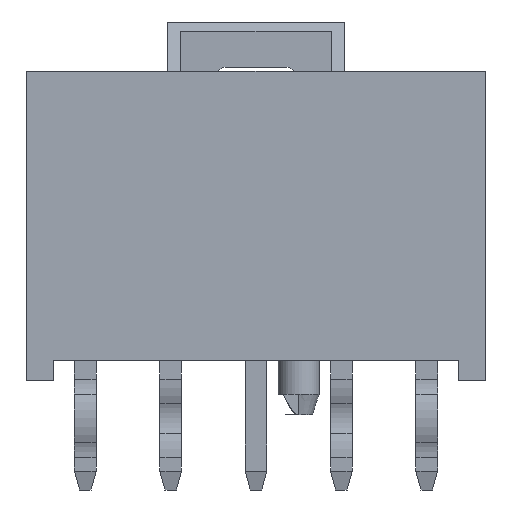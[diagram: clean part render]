
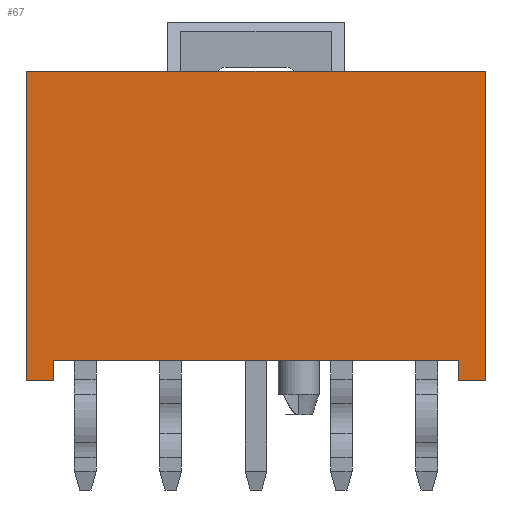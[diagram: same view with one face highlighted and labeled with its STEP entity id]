
A CAD part, front view. The second image highlights one B-rep face of the part: STEP entity #67.
In plain terms, the highlighted planar face has unit normal (0, -1, 0).
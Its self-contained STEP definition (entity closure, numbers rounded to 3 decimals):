
#67=ADVANCED_FACE('',(#280),#281,.F.);
#280=FACE_OUTER_BOUND('',#700,.T.);
#281=PLANE('',#701);
#700=EDGE_LOOP('',(#1130,#1131,#1132,#1133,#1134,#1135,#1136,#1137));
#701=AXIS2_PLACEMENT_3D('',#1138,#1139,#1140);
#1130=ORIENTED_EDGE('',*,*,#2748,.T.);
#1131=ORIENTED_EDGE('',*,*,#2749,.F.);
#1132=ORIENTED_EDGE('',*,*,#2750,.F.);
#1133=ORIENTED_EDGE('',*,*,#2751,.F.);
#1134=ORIENTED_EDGE('',*,*,#2752,.T.);
#1135=ORIENTED_EDGE('',*,*,#2753,.F.);
#1136=ORIENTED_EDGE('',*,*,#2754,.F.);
#1137=ORIENTED_EDGE('',*,*,#2755,.F.);
#1138=CARTESIAN_POINT('',(0.0,-1.74,0.0));
#1139=DIRECTION('',(-0.0,1.0,0.0));
#1140=DIRECTION('',(1.0,0.0,0.0));
#2748=EDGE_CURVE('',#3301,#3302,#3303,.T.);
#2749=EDGE_CURVE('',#3304,#3302,#3305,.T.);
#2750=EDGE_CURVE('',#3306,#3304,#3307,.T.);
#2751=EDGE_CURVE('',#3308,#3306,#3309,.T.);
#2752=EDGE_CURVE('',#3308,#3310,#3311,.T.);
#2753=EDGE_CURVE('',#3312,#3310,#3313,.T.);
#2754=EDGE_CURVE('',#3314,#3312,#3315,.T.);
#2755=EDGE_CURVE('',#3301,#3314,#3316,.T.);
#3301=VERTEX_POINT('',#4137);
#3302=VERTEX_POINT('',#4138);
#3303=LINE('',#4139,#4140);
#3304=VERTEX_POINT('',#4141);
#3305=LINE('',#4142,#4143);
#3306=VERTEX_POINT('',#4144);
#3307=LINE('',#4145,#4146);
#3308=VERTEX_POINT('',#4147);
#3309=LINE('',#4148,#4149);
#3310=VERTEX_POINT('',#4150);
#3311=LINE('',#4151,#4152);
#3312=VERTEX_POINT('',#4153);
#3313=LINE('',#4154,#4155);
#3314=VERTEX_POINT('',#4156);
#3315=LINE('',#4157,#4158);
#3316=LINE('',#4159,#4160);
#4137=CARTESIAN_POINT('',(5.92,-1.74,-4.23));
#4138=CARTESIAN_POINT('',(5.92,-1.74,-4.83));
#4139=CARTESIAN_POINT('',(5.92,-1.74,-4.23));
#4140=VECTOR('',#5423,0.6);
#4141=CARTESIAN_POINT('',(6.72,-1.74,-4.83));
#4142=CARTESIAN_POINT('',(6.72,-1.74,-4.83));
#4143=VECTOR('',#5424,0.8);
#4144=CARTESIAN_POINT('',(6.72,-1.74,4.23));
#4145=CARTESIAN_POINT('',(6.72,-1.74,4.23));
#4146=VECTOR('',#5425,9.06);
#4147=CARTESIAN_POINT('',(-6.72,-1.74,4.23));
#4148=CARTESIAN_POINT('',(-6.72,-1.74,4.23));
#4149=VECTOR('',#5426,13.44);
#4150=CARTESIAN_POINT('',(-6.72,-1.74,-4.83));
#4151=CARTESIAN_POINT('',(-6.72,-1.74,4.23));
#4152=VECTOR('',#5427,9.06);
#4153=CARTESIAN_POINT('',(-5.92,-1.74,-4.83));
#4154=CARTESIAN_POINT('',(-5.92,-1.74,-4.83));
#4155=VECTOR('',#5428,0.8);
#4156=CARTESIAN_POINT('',(-5.92,-1.74,-4.23));
#4157=CARTESIAN_POINT('',(-5.92,-1.74,-4.23));
#4158=VECTOR('',#5429,0.6);
#4159=CARTESIAN_POINT('',(5.92,-1.74,-4.23));
#4160=VECTOR('',#5430,11.84);
#5423=DIRECTION('',(0.0,0.0,-1.0));
#5424=DIRECTION('',(-1.0,0.0,0.0));
#5425=DIRECTION('',(0.0,0.0,-1.0));
#5426=DIRECTION('',(1.0,0.0,0.0));
#5427=DIRECTION('',(0.0,0.0,-1.0));
#5428=DIRECTION('',(-1.0,0.0,0.0));
#5429=DIRECTION('',(0.0,0.0,-1.0));
#5430=DIRECTION('',(-1.0,0.0,0.0));
